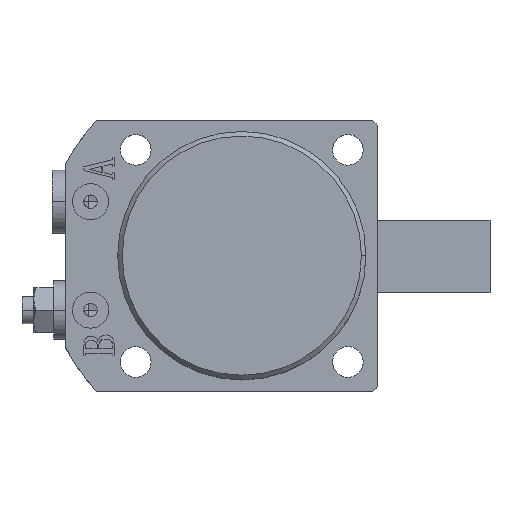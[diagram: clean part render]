
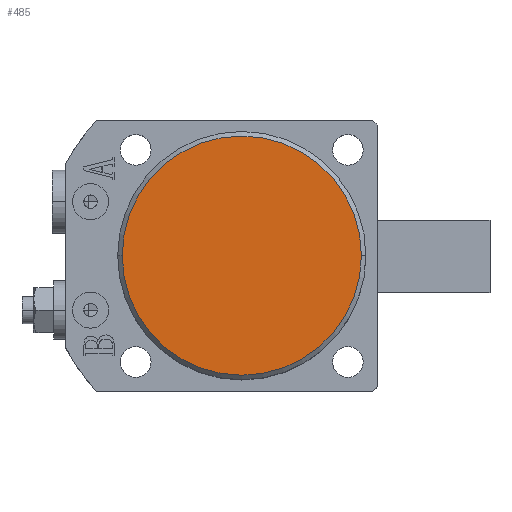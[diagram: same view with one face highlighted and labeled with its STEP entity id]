
A CAD part, top view. The second image highlights one B-rep face of the part: STEP entity #485.
In plain terms, the highlighted planar face has unit normal (0, 0, 1).
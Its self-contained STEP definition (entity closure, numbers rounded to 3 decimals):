
#217 = VERTEX_POINT ( 'NONE', #2459 ) ;
#430 = VERTEX_POINT ( 'NONE', #4953 ) ;
#485 = ADVANCED_FACE ( 'NONE', ( #601 ), #5103, .T. ) ;
#601 = FACE_OUTER_BOUND ( 'NONE', #996, .T. ) ;
#996 = EDGE_LOOP ( 'NONE', ( #1498, #1497 ) ) ;
#1497 = ORIENTED_EDGE ( 'NONE', *, *, #3380, .T. ) ;
#1498 = ORIENTED_EDGE ( 'NONE', *, *, #3556, .T. ) ;
#2459 = CARTESIAN_POINT ( 'NONE',  ( 26.5, 0., 65. ) ) ;
#3380 = EDGE_CURVE ( 'NONE', #217, #430, #5882, .T. ) ;
#3556 = EDGE_CURVE ( 'NONE', #430, #217, #6138, .T. ) ;
#3964 = AXIS2_PLACEMENT_3D ( 'NONE', #5101, #5106, #5107 ) ;
#4365 = AXIS2_PLACEMENT_3D ( 'NONE', #8317, #8318, #8319 ) ;
#4411 = AXIS2_PLACEMENT_3D ( 'NONE', #8893, #8894, #8895 ) ;
#4953 = CARTESIAN_POINT ( 'NONE',  ( -26.5, 0., 65. ) ) ;
#5101 = CARTESIAN_POINT ( 'NONE',  ( 0., 0., 65. ) ) ;
#5103 = PLANE ( 'NONE',  #3964 ) ;
#5106 = DIRECTION ( 'NONE',  ( 0., 0., 1. ) ) ;
#5107 = DIRECTION ( 'NONE',  ( 1., 0., 0. ) ) ;
#5882 = CIRCLE ( 'NONE', #4365, 26.5 ) ;
#6138 = CIRCLE ( 'NONE', #4411, 26.5 ) ;
#8317 = CARTESIAN_POINT ( 'NONE',  ( 0., 0., 65. ) ) ;
#8318 = DIRECTION ( 'NONE',  ( 0., 0., 1. ) ) ;
#8319 = DIRECTION ( 'NONE',  ( 1., 0., 0. ) ) ;
#8893 = CARTESIAN_POINT ( 'NONE',  ( 0., 0., 65. ) ) ;
#8894 = DIRECTION ( 'NONE',  ( 0., 0., 1. ) ) ;
#8895 = DIRECTION ( 'NONE',  ( 1., 0., 0. ) ) ;
